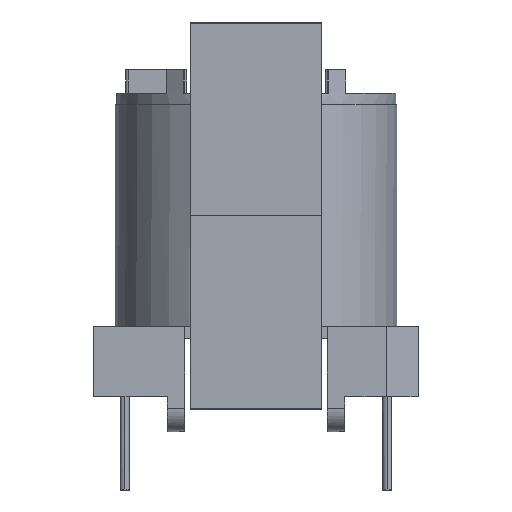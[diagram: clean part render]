
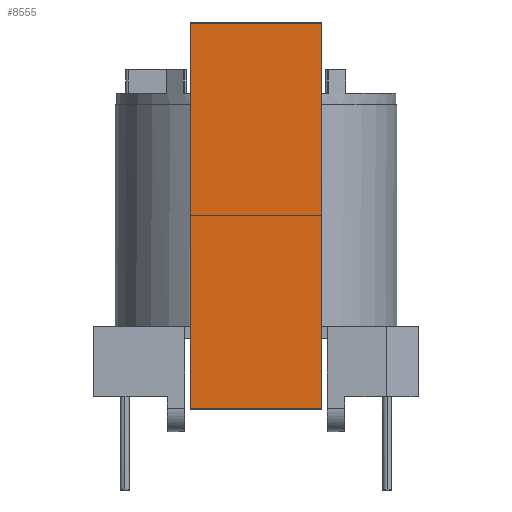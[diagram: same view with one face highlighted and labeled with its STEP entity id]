
A CAD part, left-side view. The second image highlights one B-rep face of the part: STEP entity #8555.
In plain terms, the highlighted free-form (B-spline) face has degree [1, 1] with [2, 2] control points.
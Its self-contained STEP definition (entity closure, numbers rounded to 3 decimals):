
#8401 = VERTEX_POINT('',#8402);
#8402 = CARTESIAN_POINT('',(-24.829,7.903,
    44.902));
#8407 = EDGE_CURVE('',#8408,#8401,#8410,.T.);
#8408 = VERTEX_POINT('',#8409);
#8409 = CARTESIAN_POINT('',(-24.829,-7.903,
    44.902));
#8410 = B_SPLINE_CURVE_WITH_KNOTS('',1,(#8411,#8412),.UNSPECIFIED.,.F.,
  .F.,(2,2),(-11.3,0.),.PIECEWISE_BEZIER_KNOTS.);
#8411 = CARTESIAN_POINT('',(-24.829,-7.903,
    44.902));
#8412 = CARTESIAN_POINT('',(-24.829,7.903,
    44.902));
#8460 = VERTEX_POINT('',#8461);
#8461 = CARTESIAN_POINT('',(-24.829,-7.903,
    -1.539));
#8472 = EDGE_CURVE('',#8460,#8408,#8473,.T.);
#8473 = B_SPLINE_CURVE_WITH_KNOTS('',1,(#8474,#8475),.UNSPECIFIED.,.F.,
  .F.,(2,2),(-1.1,32.1),.PIECEWISE_BEZIER_KNOTS.);
#8474 = CARTESIAN_POINT('',(-24.829,-7.903,
    -1.539));
#8475 = CARTESIAN_POINT('',(-24.829,-7.903,
    44.902));
#8539 = VERTEX_POINT('',#8540);
#8540 = CARTESIAN_POINT('',(-24.829,7.903,
    -1.539));
#8545 = EDGE_CURVE('',#8539,#8401,#8546,.T.);
#8546 = B_SPLINE_CURVE_WITH_KNOTS('',1,(#8547,#8548),.UNSPECIFIED.,.F.,
  .F.,(2,2),(-1.1,32.1),.PIECEWISE_BEZIER_KNOTS.);
#8547 = CARTESIAN_POINT('',(-24.829,7.903,
    -1.539));
#8548 = CARTESIAN_POINT('',(-24.829,7.903,
    44.902));
#8555 = ADVANCED_FACE('',(#8556),#8566,.F.);
#8556 = FACE_BOUND('',#8557,.T.);
#8557 = EDGE_LOOP('',(#8558,#8559,#8560,#8565));
#8558 = ORIENTED_EDGE('',*,*,#8407,.T.);
#8559 = ORIENTED_EDGE('',*,*,#8545,.F.);
#8560 = ORIENTED_EDGE('',*,*,#8561,.F.);
#8561 = EDGE_CURVE('',#8460,#8539,#8562,.T.);
#8562 = B_SPLINE_CURVE_WITH_KNOTS('',1,(#8563,#8564),.UNSPECIFIED.,.F.,
  .F.,(2,2),(-11.3,0.),.PIECEWISE_BEZIER_KNOTS.);
#8563 = CARTESIAN_POINT('',(-24.829,-7.903,
    -1.539));
#8564 = CARTESIAN_POINT('',(-24.829,7.903,
    -1.539));
#8565 = ORIENTED_EDGE('',*,*,#8472,.T.);
#8566 = B_SPLINE_SURFACE_WITH_KNOTS('',1,1,(
    (#8567,#8568)
    ,(#8569,#8570
    )),.UNSPECIFIED.,.F.,.F.,.F.,(2,2),(2,2),(-33.1,0.1),(-11.3,0.),
  .PIECEWISE_BEZIER_KNOTS.);
#8567 = CARTESIAN_POINT('',(-24.829,-7.903,
    44.902));
#8568 = CARTESIAN_POINT('',(-24.829,7.903,
    44.902));
#8569 = CARTESIAN_POINT('',(-24.829,-7.903,
    -1.539));
#8570 = CARTESIAN_POINT('',(-24.829,7.903,
    -1.539));
